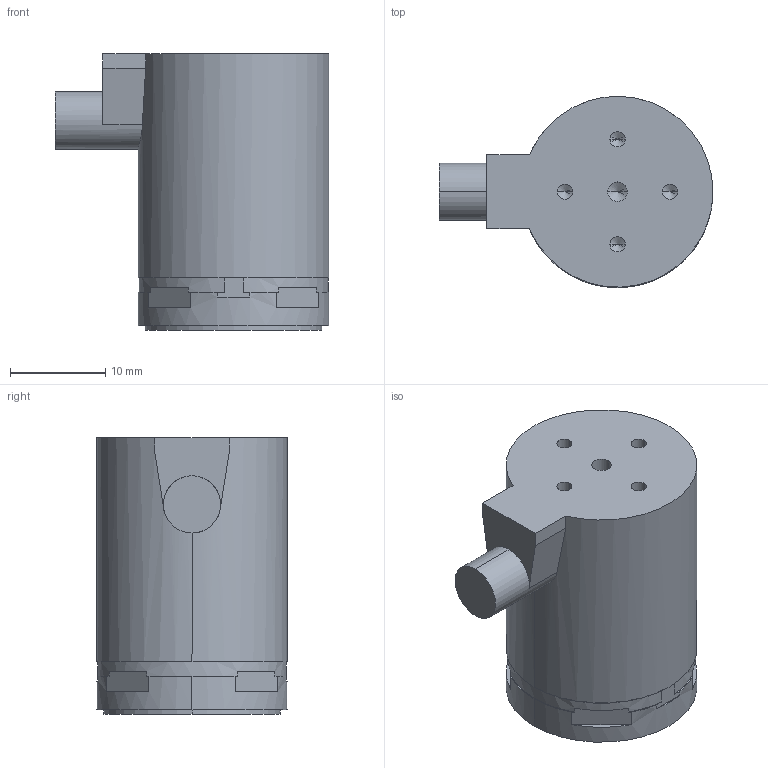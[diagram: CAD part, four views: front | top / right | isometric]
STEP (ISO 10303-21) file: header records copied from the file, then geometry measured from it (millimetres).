
FILE_DESCRIPTION (( 'STEP AP203' ), '1' );
FILE_NAME ('S38.T2S-C1外形三维（无锁帽）-21.05.28.STEP', '2021-06-21T01:11:14', ( 'Windows 用户' ), ( '微软中国' ), 'SwSTEP 2.0', 'SolidWorks 2016', '' );
FILE_SCHEMA (( 'CONFIG_CONTROL_DESIGN' ));
Length unit declared in the file: millimetre
Products named in the file (1): S38.T2S-C1外形三维（无锁帽）-21.05.28
Bounding box: 28.7 x 20 x 29 mm (x, y, z)
Volume: 9398.9 mm3; surface area: 2797.5 mm2
Topology: 1 solids, 1 shells, 66 faces, 172 edges, 106 vertices
Faces by surface type: plane 33, cylinder 23, cone 10
Entity records: 2067 total; most frequent: CARTESIAN_POINT 371, DIRECTION 358, ORIENTED_EDGE 324, EDGE_CURVE 162, AXIS2_PLACEMENT_3D 133, VERTEX_POINT 106, VECTOR 92, LINE 92
